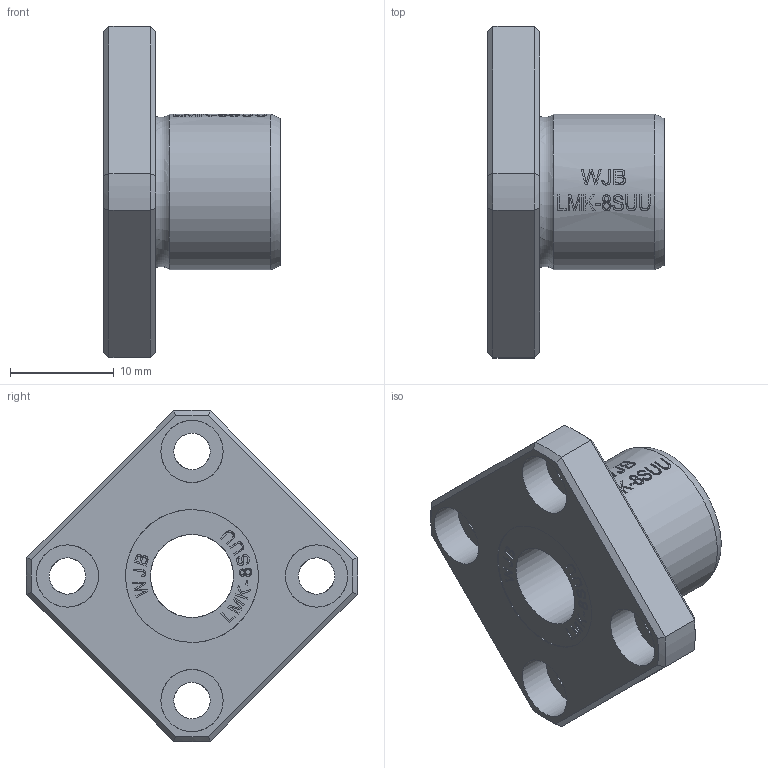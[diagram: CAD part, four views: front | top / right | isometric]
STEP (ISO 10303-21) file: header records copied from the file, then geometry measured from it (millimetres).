
FILE_DESCRIPTION(/* description */ (''),/* implementation_level */ '2;1');
FILE_NAME(/* name */ 'WJB-LMK-8SUU.stp',/* time_stamp */ '2018-09-08T12:36:27+08:00',/* author */ (''),/* organization */ (''),/* preprocessor_version */ 'ST-DEVELOPER v11',/* originating_system */ 'SIEMENS UGS NX 6.0',/* authorisation */ '');
FILE_SCHEMA (('CONFIG_CONTROL_DESIGN'));
Length unit declared in the file: millimetre
Products named in the file (1): WJB-LMK-8SUU
Bounding box: 17 x 31.98 x 31.98 mm (x, y, z)
Volume: 3837.2 mm3; surface area: 2796.8 mm2
Topology: 1 solids, 1 shells, 354 faces, 909 edges, 609 vertices
Faces by surface type: plane 213, extrusion 100, cylinder 31, cone 8, torus 2
Full cylindrical faces by diameter (mm): 3.5 x4, 6 x4, 8 x1, 12.8 x2, 15 x1
Entity records: 14570 total; most frequent: CARTESIAN_POINT 6619, ORIENTED_EDGE 1782, DIRECTION 1176, EDGE_CURVE 891, VERTEX_POINT 605, VECTOR 520, B_SPLINE_CURVE_WITH_KNOTS 498, EDGE_LOOP 430
